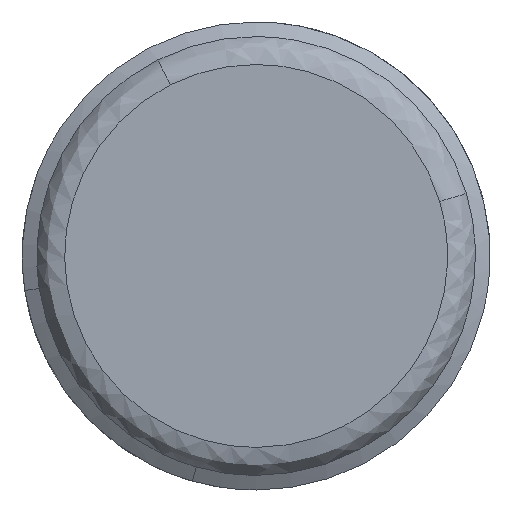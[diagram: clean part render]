
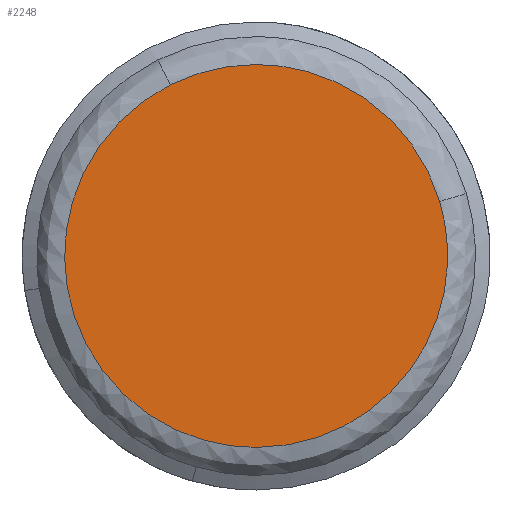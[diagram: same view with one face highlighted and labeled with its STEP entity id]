
A CAD part, front view. The second image highlights one B-rep face of the part: STEP entity #2248.
In plain terms, the highlighted free-form (B-spline) face has degree [1, 1] with [2, 2] control points.
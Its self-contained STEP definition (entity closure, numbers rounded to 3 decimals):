
#1894=CARTESIAN_POINT('',(-10.0,2.932,5.853));
#1895=VERTEX_POINT('',#1894);
#1896=CARTESIAN_POINT('',(-10.0,0.0,-6.546));
#1897=VERTEX_POINT('',#1896);
#1898=CARTESIAN_POINT('',(-10.0,2.932,5.853));
#1899=CARTESIAN_POINT('',(-10.,6.546,4.042));
#1900=CARTESIAN_POINT('',(-10.0,6.546,0.0));
#1901=CARTESIAN_POINT('',(-10.,6.546,-6.546));
#1902=CARTESIAN_POINT('',(-10.0,0.0,-6.546));
#1910=(BOUNDED_CURVE()B_SPLINE_CURVE(2,(#1898,#1899,#1900,#1901,#1902),.UNSPECIFIED.,.F.,.U.)B_SPLINE_CURVE_WITH_KNOTS((3,2,3),(0.076,0.25,0.5),.UNSPECIFIED.)CURVE()GEOMETRIC_REPRESENTATION_ITEM()RATIONAL_B_SPLINE_CURVE((0.876,0.796,1.0,0.707,1.0))REPRESENTATION_ITEM(''));
#1911=EDGE_CURVE('',#1895,#1897,#1910,.T.);
#1930=CARTESIAN_POINT('',(-10.0,-6.274,1.866));
#1931=VERTEX_POINT('',#1930);
#1945=CARTESIAN_POINT('',(-10.0,0.0,-6.546));
#1946=CARTESIAN_POINT('',(-10.,-6.546,-6.546));
#1947=CARTESIAN_POINT('',(-10.0,-6.546,0.0));
#1948=CARTESIAN_POINT('',(-10.0,-6.546,0.953));
#1949=CARTESIAN_POINT('',(-10.0,-6.274,1.866));
#1957=(BOUNDED_CURVE()B_SPLINE_CURVE(2,(#1945,#1946,#1947,#1948,#1949),.UNSPECIFIED.,.F.,.U.)B_SPLINE_CURVE_WITH_KNOTS((3,2,3),(0.5,0.75,0.799),.UNSPECIFIED.)CURVE()GEOMETRIC_REPRESENTATION_ITEM()RATIONAL_B_SPLINE_CURVE((1.0,0.707,1.0,0.943,0.908))REPRESENTATION_ITEM(''));
#1958=EDGE_CURVE('',#1897,#1931,#1957,.T.);
#1986=CARTESIAN_POINT('',(-10.0,0.0,6.546));
#1987=VERTEX_POINT('',#1986);
#1988=CARTESIAN_POINT('',(-10.0,0.0,6.546));
#1989=CARTESIAN_POINT('',(-10.0,1.548,6.546));
#1990=CARTESIAN_POINT('',(-10.,2.932,5.853));
#1998=(BOUNDED_CURVE()B_SPLINE_CURVE(2,(#1988,#1989,#1990),.UNSPECIFIED.,.F.,.U.)B_SPLINE_CURVE_WITH_KNOTS((3,3),(0.0,0.076),.UNSPECIFIED.)CURVE()GEOMETRIC_REPRESENTATION_ITEM()RATIONAL_B_SPLINE_CURVE((1.0,0.911,0.876))REPRESENTATION_ITEM(''));
#1999=EDGE_CURVE('',#1987,#1895,#1998,.T.);
#2001=CARTESIAN_POINT('',(-10.0,-6.274,1.866));
#2002=CARTESIAN_POINT('',(-10.0,-4.883,6.546));
#2003=CARTESIAN_POINT('',(-10.0,0.0,6.546));
#2011=(BOUNDED_CURVE()B_SPLINE_CURVE(2,(#2001,#2002,#2003),.UNSPECIFIED.,.F.,.U.)B_SPLINE_CURVE_WITH_KNOTS((3,3),(0.799,1.0),.UNSPECIFIED.)CURVE()GEOMETRIC_REPRESENTATION_ITEM()RATIONAL_B_SPLINE_CURVE((0.908,0.764,1.0))REPRESENTATION_ITEM(''));
#2012=EDGE_CURVE('',#1931,#1987,#2011,.T.);
#2237=CARTESIAN_POINT('',(-10.0,-7.198,7.2));
#2238=CARTESIAN_POINT('',(-10.0,-7.198,-7.2));
#2239=CARTESIAN_POINT('',(-10.0,7.196,7.2));
#2240=CARTESIAN_POINT('',(-10.0,7.196,-7.2));
#2241=B_SPLINE_SURFACE_WITH_KNOTS('',1,1,((#2237,#2239),(#2238,#2240)),.UNSPECIFIED.,.F.,.F.,.U.,(2,2),(2,2),(0.0,14.4),(0.0,14.394),.UNSPECIFIED.);
#2242=ORIENTED_EDGE('',*,*,#1999,.T.);
#2243=ORIENTED_EDGE('',*,*,#1911,.T.);
#2244=ORIENTED_EDGE('',*,*,#1958,.T.);
#2245=ORIENTED_EDGE('',*,*,#2012,.T.);
#2246=EDGE_LOOP('',(#2242,#2243,#2244,#2245));
#2247=FACE_OUTER_BOUND('',#2246,.T.);
#2248=ADVANCED_FACE('',(#2247),#2241,.F.);
